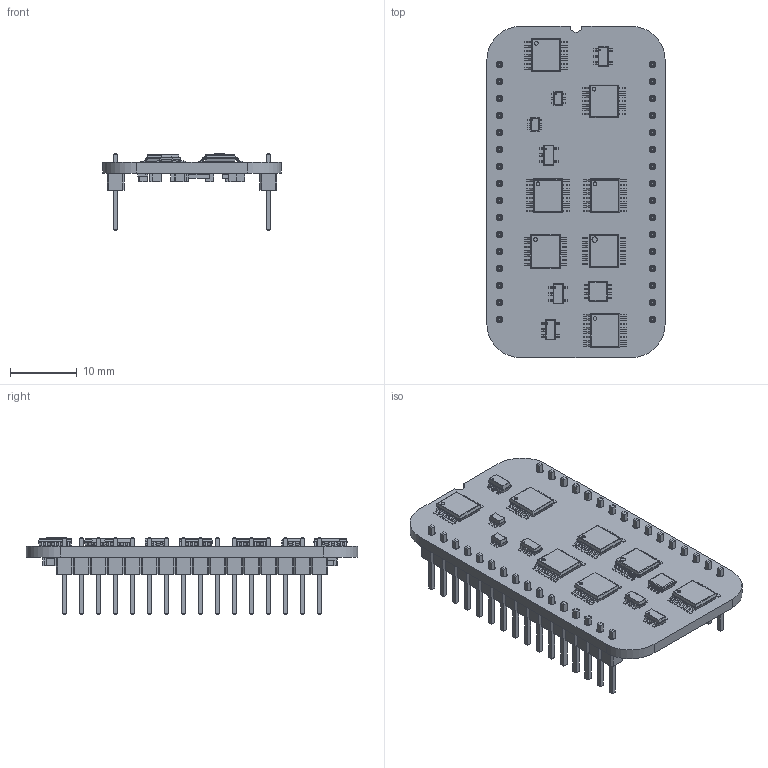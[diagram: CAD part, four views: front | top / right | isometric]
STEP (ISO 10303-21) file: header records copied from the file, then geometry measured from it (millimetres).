
FILE_DESCRIPTION(('KiCad electronic assembly'),'2;1');
FILE_NAME('W65C816 Clock Hold.step','2024-06-06T11:52:20',('Pcbnew'),( 'Kicad'),'Open CASCADE STEP processor 7.7','KiCad to STEP converter' ,'Unknown');
FILE_SCHEMA(('AUTOMOTIVE_DESIGN { 1 0 10303 214 1 1 1 1 }'));
Length unit declared in the file: millimetre
Products named in the file (24): W65C816 Clock Hold 1; 74LVC2G04GW-Q100H; ASSEMBLY; M74VHC1G126DTT1G; MC74VHC139DR2G; 74LVC74APW,118; SN74LVC2G79DCTR; DCT0008A_ASM; SN74AHCT02PWR; PW0014A_ASM; AP7365-33WG-7; CAY16-470J4LF; C_0805_2012Metric; PinHeader_1x16_P2.54mm_Vertical; PinHeader_1x16_P254mm_Vertical; R_0805_2012Metric; _autosave-W65C816 Clock Hold_PCB
Assembly tree (53 placements, depth 3):
  W65C816 Clock Hold 1
    74LVC2G04GW-Q100H  x2
      ASSEMBLY
    M74VHC1G126DTT1G  x3
      ASSEMBLY
    MC74VHC139DR2G  x3
      ASSEMBLY
    74LVC74APW,118  x3
      ASSEMBLY
    SN74LVC2G79DCTR
      DCT0008A_ASM
    SN74AHCT02PWR
      PW0014A_ASM
    AP7365-33WG-7
      ASSEMBLY
    CAY16-470J4LF  x4
      ASSEMBLY
    C_0805_2012Metric  x18
      C_0805_2012Metric
    PinHeader_1x16_P2.54mm_Vertical  x2
      PinHeader_1x16_P254mm_Vertical
    R_0805_2012Metric  x3
      R_0805_2012Metric
    _autosave-W65C816 Clock Hold_PCB
Bounding box: 26.67 x 49.53 x 11.54 mm (x, y, z)
Volume: 2918.1 mm3; surface area: 5538 mm2
Topology: 218 solids, 218 shells, 3895 faces, 9515 edges, 6168 vertices
Faces by surface type: plane 2998, cylinder 881, sphere 16
Full cylindrical faces by diameter (mm): 0.156 x2, 0.188 x3, 0.2 x1, 0.55 x6, 1 x32
Entity records: 52484 total; most frequent: CARTESIAN_POINT 8940, ORIENTED_EDGE 8118, DIRECTION 8101, EDGE_CURVE 4059, LINE 3335, VECTOR 3335, VERTEX_POINT 2614, AXIS2_PLACEMENT_3D 2383
